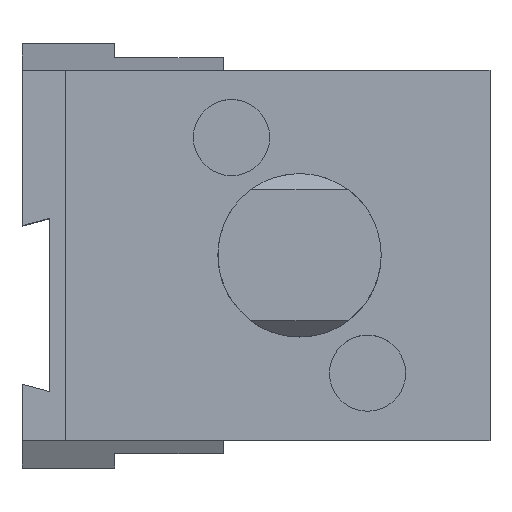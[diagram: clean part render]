
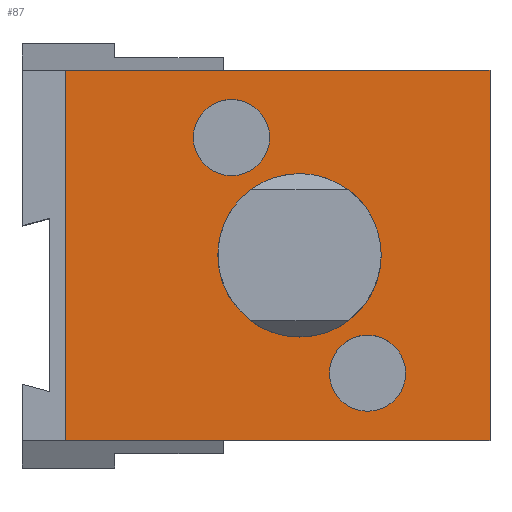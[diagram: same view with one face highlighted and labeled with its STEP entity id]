
A CAD part, top view. The second image highlights one B-rep face of the part: STEP entity #87.
In plain terms, the highlighted planar face has unit normal (0, 0, 1).
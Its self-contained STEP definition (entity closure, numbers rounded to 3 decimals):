
#41=FACE_BOUND('',#201,.T.);
#42=FACE_BOUND('',#202,.T.);
#43=FACE_BOUND('',#203,.T.);
#44=FACE_BOUND('',#204,.T.);
#54=CIRCLE('',#829,7.);
#56=CIRCLE('',#833,7.);
#57=CIRCLE('',#836,15.);
#87=ADVANCED_FACE('',(#41,#42,#43,#44),#124,.T.);
#124=PLANE('',#837);
#201=EDGE_LOOP('',(#358));
#202=EDGE_LOOP('',(#359));
#203=EDGE_LOOP('',(#360,#361,#362,#363));
#204=EDGE_LOOP('',(#364));
#358=ORIENTED_EDGE('',*,*,#570,.F.);
#359=ORIENTED_EDGE('',*,*,#568,.F.);
#360=ORIENTED_EDGE('',*,*,#556,.F.);
#361=ORIENTED_EDGE('',*,*,#571,.T.);
#362=ORIENTED_EDGE('',*,*,#541,.T.);
#363=ORIENTED_EDGE('',*,*,#572,.F.);
#364=ORIENTED_EDGE('',*,*,#573,.T.);
#456=VERTEX_POINT('',#1155);
#460=VERTEX_POINT('',#1163);
#471=VERTEX_POINT('',#1194);
#472=VERTEX_POINT('',#1196);
#477=VERTEX_POINT('',#1221);
#479=VERTEX_POINT('',#1227);
#480=VERTEX_POINT('',#1233);
#541=EDGE_CURVE('',#456,#460,#641,.T.);
#556=EDGE_CURVE('',#471,#472,#655,.T.);
#568=EDGE_CURVE('',#477,#477,#54,.T.);
#570=EDGE_CURVE('',#479,#479,#56,.T.);
#571=EDGE_CURVE('',#471,#456,#666,.T.);
#572=EDGE_CURVE('',#472,#460,#667,.T.);
#573=EDGE_CURVE('',#480,#480,#57,.T.);
#641=LINE('',#1164,#731);
#655=LINE('',#1195,#745);
#666=LINE('',#1230,#756);
#667=LINE('',#1231,#757);
#731=VECTOR('',#935,1.);
#745=VECTOR('',#961,1.);
#756=VECTOR('',#1004,1.);
#757=VECTOR('',#1005,1.);
#829=AXIS2_PLACEMENT_3D('',#1220,#990,#991);
#833=AXIS2_PLACEMENT_3D('',#1226,#998,#999);
#836=AXIS2_PLACEMENT_3D('',#1232,#1006,#1007);
#837=AXIS2_PLACEMENT_3D('',#1234,#1008,#1009);
#935=DIRECTION('',(-1.,0.,0.));
#961=DIRECTION('',(-1.,0.,0.));
#990=DIRECTION('',(0.,0.,1.));
#991=DIRECTION('',(1.,0.,0.));
#998=DIRECTION('',(0.,0.,1.));
#999=DIRECTION('',(1.,0.,0.));
#1004=DIRECTION('',(0.,1.,0.));
#1005=DIRECTION('',(0.,1.,0.));
#1006=DIRECTION('',(0.,0.,-1.));
#1007=DIRECTION('',(1.,0.,0.));
#1008=DIRECTION('',(0.,0.,1.));
#1009=DIRECTION('',(-1.,0.,0.));
#1155=CARTESIAN_POINT('',(35.,34.,0.));
#1163=CARTESIAN_POINT('',(-43.,34.,0.));
#1164=CARTESIAN_POINT('',(130.11,34.,0.));
#1194=CARTESIAN_POINT('',(35.,-34.,0.));
#1195=CARTESIAN_POINT('',(130.11,-34.,0.));
#1196=CARTESIAN_POINT('',(-43.,-34.,0.));
#1220=CARTESIAN_POINT('',(-12.5,21.65,0.));
#1221=CARTESIAN_POINT('',(-5.5,21.65,0.));
#1226=CARTESIAN_POINT('',(12.5,-21.65,0.));
#1227=CARTESIAN_POINT('',(19.5,-21.65,0.));
#1230=CARTESIAN_POINT('',(35.,-39.,0.));
#1231=CARTESIAN_POINT('',(-43.,-39.,0.));
#1232=CARTESIAN_POINT('',(0.,0.,0.));
#1233=CARTESIAN_POINT('',(15.,0.,0.));
#1234=CARTESIAN_POINT('',(-43.,-39.,0.));
